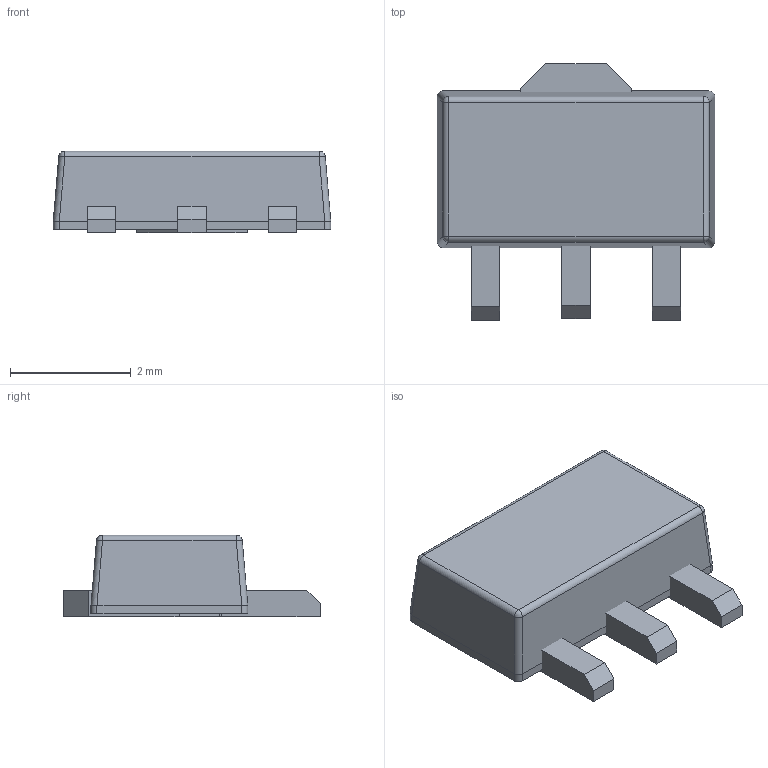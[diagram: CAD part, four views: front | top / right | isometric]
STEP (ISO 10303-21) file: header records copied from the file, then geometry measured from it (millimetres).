
FILE_DESCRIPTION(/* description */ (''),/* implementation_level */ '2;1');
FILE_NAME(/* name */ '5eff92a8ce272c1477f14dbb',/* time_stamp */ '2020-07-03T20:18:48+00:00',/* author */ (''),/* organization */ (''),/* preprocessor_version */ 'ST-DEVELOPER v16.7',/* originating_system */ $,/* authorisation */ $);
FILE_SCHEMA (('AUTOMOTIVE_DESIGN {1 0 10303 214 3 1 1}'));
Length unit declared in the file: metre
Products named in the file (4): Part 4; Part 3; Part 2; Part 1
Bounding box: 4.6 x 4.25 x 1.35 mm (x, y, z)
Volume: 17.5 mm3; surface area: 61.2 mm2
Topology: 4 solids, 4 shells, 53 faces, 127 edges, 78 vertices
Faces by surface type: plane 37, cylinder 12, sphere 4
Entity records: 1587 total; most frequent: CARTESIAN_POINT 258, DIRECTION 257, ORIENTED_EDGE 246, EDGE_CURVE 123, LINE 103, VECTOR 103, VERTEX_POINT 78, AXIS2_PLACEMENT_3D 77
